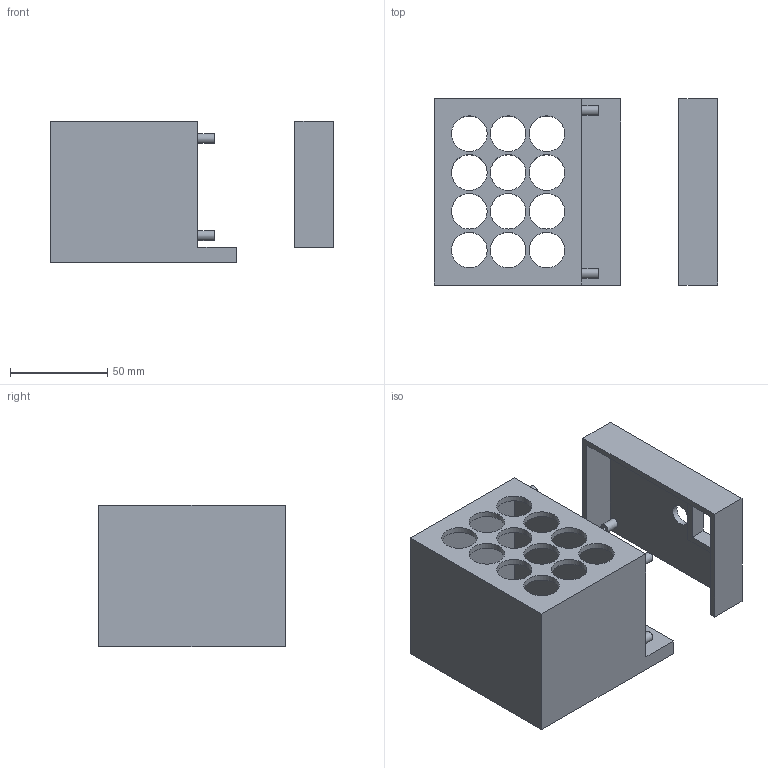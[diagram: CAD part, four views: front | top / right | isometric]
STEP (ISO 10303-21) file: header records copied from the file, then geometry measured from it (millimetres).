
FILE_DESCRIPTION(/* description */ (''),/* implementation_level */ '2;1');
FILE_NAME(/* name */ 'battery_enclosure.step',/* time_stamp */ '2026-01-23T20:54:28+03:00',/* author */ (''),/* organization */ (''),/* preprocessor_version */ 'ST-DEVELOPER v20.1',/* originating_system */ 'Autodesk Translation Framework v14.21.0.0',/* authorisation */ '');
FILE_SCHEMA (('AUTOMOTIVE_DESIGN { 1 0 10303 214 3 1 1 }'));
Length unit declared in the file: millimetre
Products named in the file (1): 2026-01-23-16-56-25-812
Bounding box: 146 x 96 x 73 mm (x, y, z)
Volume: 129879.1 mm3; surface area: 93270.9 mm2
Topology: 2 solids, 2 shells, 117 faces, 278 edges, 184 vertices
Faces by surface type: plane 67, cylinder 50
Full cylindrical faces by diameter (mm): 1.875 x8, 2 x2, 2.2 x5, 5 x8, 11 x1, 18.35 x24
Entity records: 3564 total; most frequent: DIRECTION 622, CARTESIAN_POINT 580, ORIENTED_EDGE 556, EDGE_CURVE 278, AXIS2_PLACEMENT_3D 226, EDGE_LOOP 198, VERTEX_POINT 184, LINE 170
